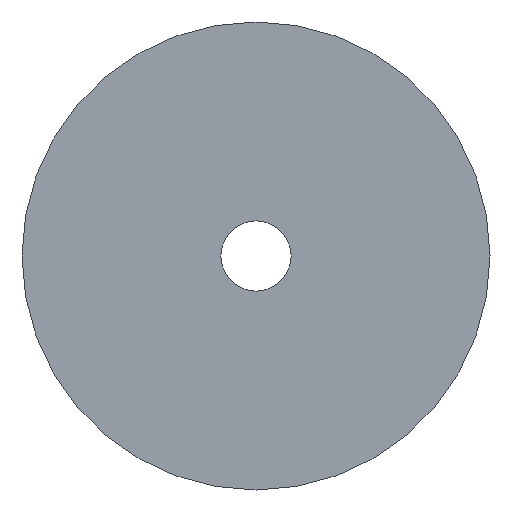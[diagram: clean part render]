
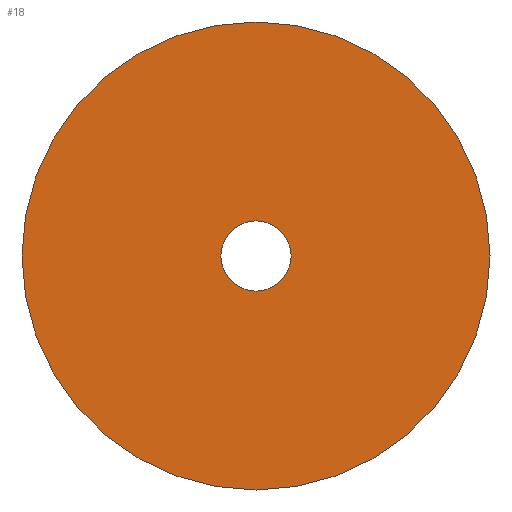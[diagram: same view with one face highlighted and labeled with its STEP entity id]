
A CAD part, front view. The second image highlights one B-rep face of the part: STEP entity #18.
In plain terms, the highlighted planar face has unit normal (0, -1, 0).
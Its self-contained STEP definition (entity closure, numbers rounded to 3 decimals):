
#2 = CARTESIAN_POINT ( 'NONE',  ( 0., 0., 0. ) ) ;
#10 = VERTEX_POINT ( 'NONE', #131 ) ;
#13 = CIRCLE ( 'NONE', #115, 1.5 ) ;
#18 = ADVANCED_FACE ( 'NONE', ( #190, #119 ), #103, .F. ) ;
#19 = EDGE_LOOP ( 'NONE', ( #172, #138 ) ) ;
#26 = CARTESIAN_POINT ( 'NONE',  ( 0., 0., 0. ) ) ;
#27 = DIRECTION ( 'NONE',  ( 0., 0., 1. ) ) ;
#48 = CIRCLE ( 'NONE', #121, 10. ) ;
#57 = CARTESIAN_POINT ( 'NONE',  ( 0., 0., -1.5 ) ) ;
#60 = EDGE_CURVE ( 'NONE', #153, #200, #48, .T. ) ;
#64 = EDGE_LOOP ( 'NONE', ( #203, #135 ) ) ;
#69 = CARTESIAN_POINT ( 'NONE',  ( 0., 0., 10. ) ) ;
#75 = EDGE_CURVE ( 'NONE', #10, #162, #194, .T. ) ;
#83 = EDGE_CURVE ( 'NONE', #200, #153, #164, .T. ) ;
#86 = DIRECTION ( 'NONE',  ( 0., 1., 0. ) ) ;
#87 = DIRECTION ( 'NONE',  ( 0., 0., 1. ) ) ;
#91 = CARTESIAN_POINT ( 'NONE',  ( 0., 0., -10. ) ) ;
#98 = AXIS2_PLACEMENT_3D ( 'NONE', #168, #108, #104 ) ;
#103 = PLANE ( 'NONE',  #211 ) ;
#104 = DIRECTION ( 'NONE',  ( 0., 0., 1. ) ) ;
#108 = DIRECTION ( 'NONE',  ( 0., 1., 0. ) ) ;
#115 = AXIS2_PLACEMENT_3D ( 'NONE', #26, #134, #27 ) ;
#118 = DIRECTION ( 'NONE',  ( 0., 1., 0. ) ) ;
#119 = FACE_BOUND ( 'NONE', #64, .T. ) ;
#121 = AXIS2_PLACEMENT_3D ( 'NONE', #2, #145, #132 ) ;
#131 = CARTESIAN_POINT ( 'NONE',  ( 0., 0., 1.5 ) ) ;
#132 = DIRECTION ( 'NONE',  ( 0., 0., 1. ) ) ;
#134 = DIRECTION ( 'NONE',  ( 0., 1., 0. ) ) ;
#135 = ORIENTED_EDGE ( 'NONE', *, *, #75, .T. ) ;
#138 = ORIENTED_EDGE ( 'NONE', *, *, #83, .F. ) ;
#145 = DIRECTION ( 'NONE',  ( 0., 1., 0. ) ) ;
#147 = CARTESIAN_POINT ( 'NONE',  ( 0., 0., 0. ) ) ;
#153 = VERTEX_POINT ( 'NONE', #91 ) ;
#162 = VERTEX_POINT ( 'NONE', #57 ) ;
#164 = CIRCLE ( 'NONE', #98, 10. ) ;
#168 = CARTESIAN_POINT ( 'NONE',  ( 0., 0., 0. ) ) ;
#172 = ORIENTED_EDGE ( 'NONE', *, *, #60, .F. ) ;
#176 = CARTESIAN_POINT ( 'NONE',  ( 0., 0., 0. ) ) ;
#178 = EDGE_CURVE ( 'NONE', #162, #10, #13, .T. ) ;
#190 = FACE_OUTER_BOUND ( 'NONE', #19, .T. ) ;
#192 = AXIS2_PLACEMENT_3D ( 'NONE', #147, #118, #196 ) ;
#194 = CIRCLE ( 'NONE', #192, 1.5 ) ;
#196 = DIRECTION ( 'NONE',  ( 0., 0., 1. ) ) ;
#200 = VERTEX_POINT ( 'NONE', #69 ) ;
#203 = ORIENTED_EDGE ( 'NONE', *, *, #178, .T. ) ;
#211 = AXIS2_PLACEMENT_3D ( 'NONE', #176, #86, #87 ) ;
